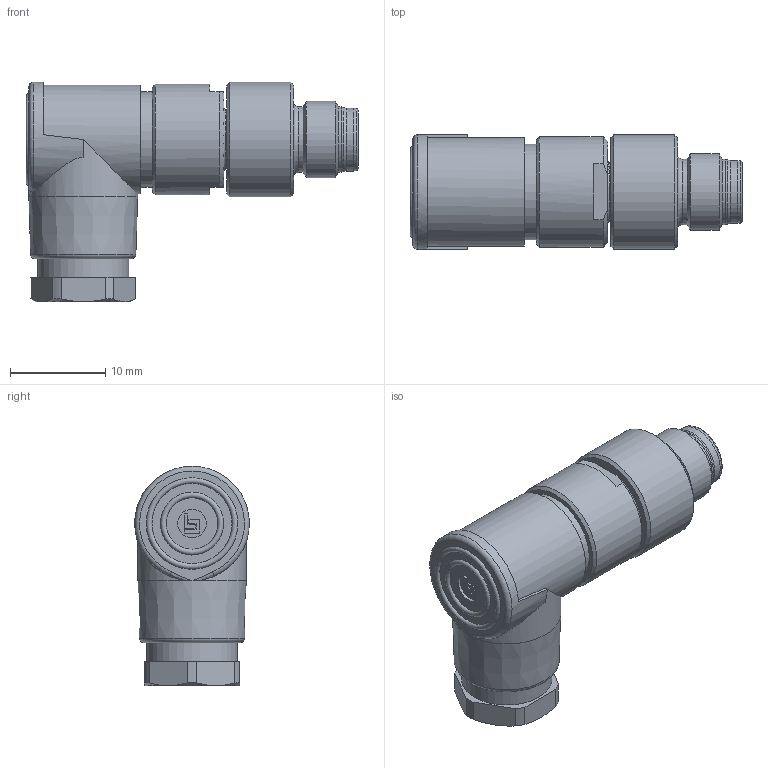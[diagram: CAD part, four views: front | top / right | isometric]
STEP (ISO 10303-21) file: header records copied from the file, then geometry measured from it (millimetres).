
FILE_DESCRIPTION(/* description */ (''),/* implementation_level */ '2;1');
FILE_NAME(/* name */ '99_3385_00_03_001_00.stp',/* time_stamp */ '2016-11-14T16:27:21+01:00',/* author */ (''),/* organization */ (''),/* preprocessor_version */ 'ST-DEVELOPER v14',/* originating_system */ 'SIEMENS PLM Software NX 8.0',/* authorisation */ '');
FILE_SCHEMA (('AUTOMOTIVE_DESIGN { 1 0 10303 214 3 1 1 1 }'));
Length unit declared in the file: millimetre
Products named in the file (1): cerl14D46527mghn
Bounding box: 34.8 x 12 x 23 mm (x, y, z)
Volume: 4169.2 mm3; surface area: 2215.2 mm2
Topology: 1 solids, 6 shells, 162 faces, 365 edges, 220 vertices
Faces by surface type: plane 66, cylinder 49, cone 17, torus 13, bspline 10, sphere 7
Full cylindrical faces by diameter (mm): 0.038 x1, 1 x3, 3 x1, 5.7 x1, 6.6 x1, 6.8 x1, 6.85 x2, 8 x1, 9.5 x1, 10 x1, 11.4 x2, 11.6 x1, 12 x1
Entity records: 4360 total; most frequent: CARTESIAN_POINT 1040, DIRECTION 706, ORIENTED_EDGE 608, EDGE_CURVE 304, AXIS2_PLACEMENT_3D 290, EDGE_LOOP 210, VERTEX_POINT 204, ADVANCED_FACE 161
